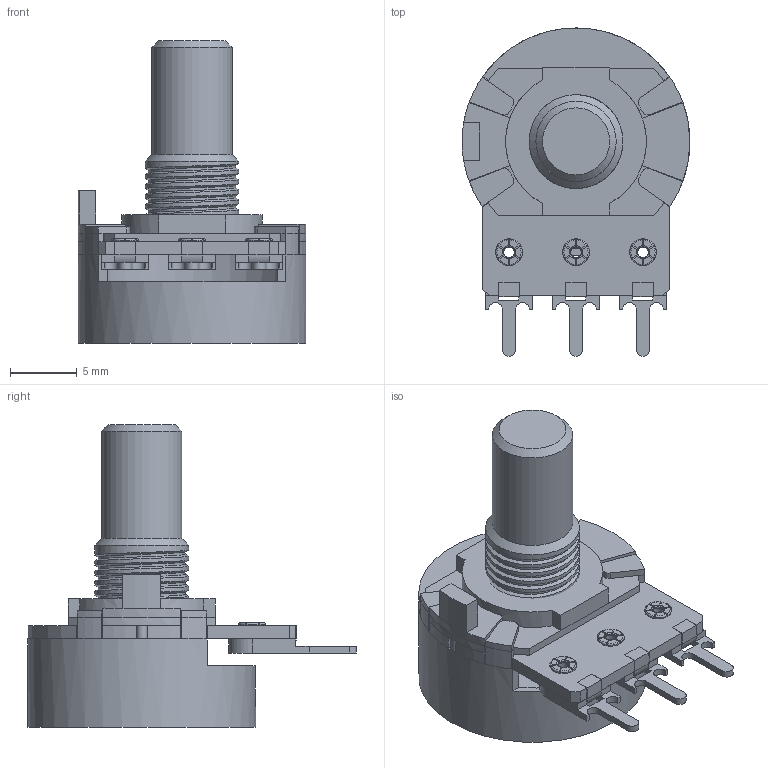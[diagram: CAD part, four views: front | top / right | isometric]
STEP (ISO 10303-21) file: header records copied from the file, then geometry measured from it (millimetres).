
FILE_DESCRIPTION(('FreeCAD Model'),'2;1');
FILE_NAME('RV16AF-20-15R.step','2019-06-27T14:50:11',('Author'),(''), 'Open CASCADE STEP processor 7.3','FreeCAD','Unknown');
FILE_SCHEMA(('AUTOMOTIVE_DESIGN { 1 0 10303 214 1 1 1 1 }'));
Length unit declared in the file: millimetre
Products named in the file (8): Metal_Body,_16_mm; Housing; RV16_Wafer_; RV16_Terminal_Type_20_1; RV16_Terminal_Type_20_2; RV16_Terminal_Type_20_3; Bushing_M7x0.75x6.5mm_; RV16_Shaft_15R_1
Bounding box: 17 x 24.5 x 22.6 mm (x, y, z)
Volume: 1232.6 mm3; surface area: 2931.8 mm2
Topology: 8 solids, 8 shells, 427 faces, 1057 edges, 650 vertices
Faces by surface type: plane 255, cylinder 101, torus 42, bspline 27, cone 2
Full cylindrical faces by diameter (mm): 0.8 x11, 1 x6, 1.02 x3, 2 x3, 6 x2, 7 x7, 10 x1, 16 x1, 17 x1
Entity records: 16212 total; most frequent: CARTESIAN_POINT 6060, ORIENTED_EDGE 2114, DIRECTION 2029, EDGE_CURVE 1057, AXIS2_PLACEMENT_3D 725, VERTEX_POINT 650, LINE 579, VECTOR 579
